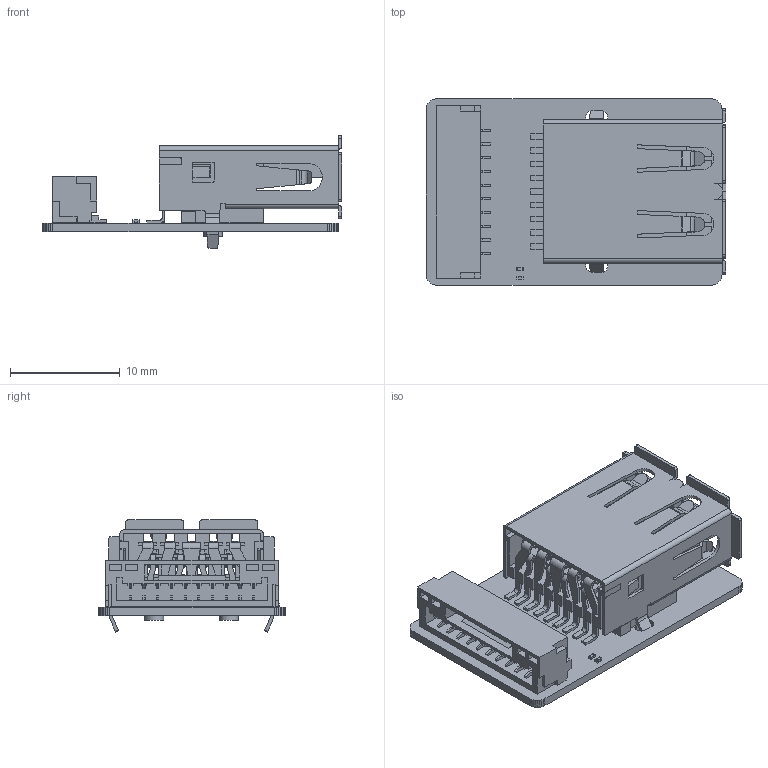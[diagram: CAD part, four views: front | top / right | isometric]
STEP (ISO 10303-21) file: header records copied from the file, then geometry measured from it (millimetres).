
FILE_DESCRIPTION(('KiCad electronic assembly'),'2;1');
FILE_NAME('echopilot-ai-usb-a-breakout.step','2023-08-15T15:21:24',( 'Pcbnew'),('Kicad'),'Open CASCADE STEP processor 7.6', 'KiCad to STEP converter','Unknown');
FILE_SCHEMA(('AUTOMOTIVE_DESIGN { 1 0 10303 214 1 1 1 1 }'));
Length unit declared in the file: millimetre
Products named in the file (10): echopilot-ai-usb-a-breakout 1; JST_GH_SM10B-GHS-TB_1x10-1MP_P1.25mm_Horizontal; SOLID; R_0201_0603Metric; Download_STP_692122030100 (rev1); COMPOUND; C_0201_0603Metric; EchoPilot USB-A Breakout PCB
Assembly tree (9 placements, depth 3):
  echopilot-ai-usb-a-breakout 1
    JST_GH_SM10B-GHS-TB_1x10-1MP_P1.25mm_Horizontal
      SOLID
    R_0201_0603Metric
      SOLID
    Download_STP_692122030100 (rev1)
      COMPOUND
    C_0201_0603Metric
      SOLID
    EchoPilot USB-A Breakout PCB
Bounding box: 27.36 x 17 x 10.23 mm (x, y, z)
Volume: 1112.2 mm3; surface area: 4085.4 mm2
Topology: 15 solids, 15 shells, 1556 faces, 4470 edges, 2936 vertices
Faces by surface type: plane 1323, cylinder 231, bspline 2
Full cylindrical faces by diameter (mm): 1.7 x2, 2 x2
Entity records: 113917 total; most frequent: CARTESIAN_POINT 20528, DIRECTION 16840, LINE 12352, VECTOR 12352, ORIENTED_EDGE 8940, PCURVE 8940, DEFINITIONAL_REPRESENTATION 8940, EDGE_CURVE 4470
